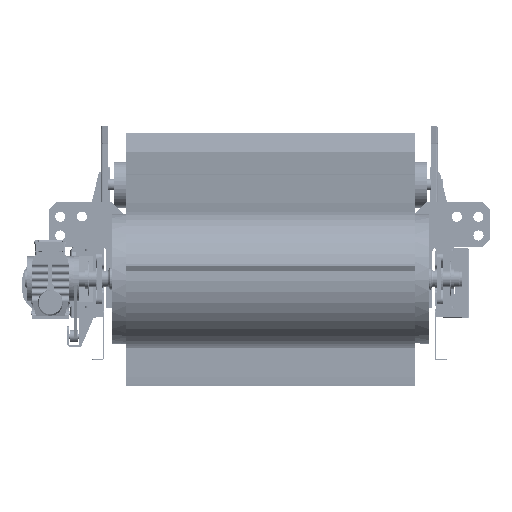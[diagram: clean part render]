
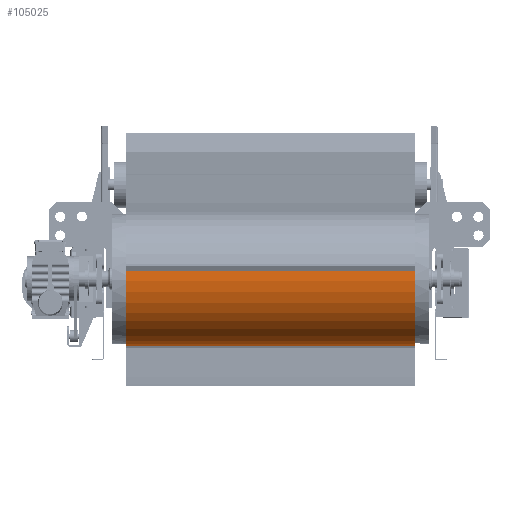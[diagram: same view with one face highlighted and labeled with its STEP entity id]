
A CAD part, front view. The second image highlights one B-rep face of the part: STEP entity #105025.
In plain terms, the highlighted cylindrical face has radius 233 mm (diameter 466 mm), a partial arc.
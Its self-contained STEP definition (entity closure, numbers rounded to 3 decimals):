
#8204=FACE_OUTER_BOUND('',#14481,.T.);
#14481=EDGE_LOOP('',(#77302,#77303,#77304,#77305));
#21683=LINE('',#168101,#29992);
#21698=LINE('',#168134,#30007);
#29992=VECTOR('',#131574,10.);
#30007=VECTOR('',#131607,10.);
#37092=CIRCLE('',#112749,233.);
#37109=CIRCLE('',#112816,233.);
#44500=VERTEX_POINT('',#168056);
#44501=VERTEX_POINT('',#168058);
#44518=VERTEX_POINT('',#168100);
#44527=VERTEX_POINT('',#168132);
#56304=EDGE_CURVE('',#44500,#44501,#37092,.T.);
#56325=EDGE_CURVE('',#44518,#44501,#21683,.T.);
#56342=EDGE_CURVE('',#44527,#44500,#21698,.T.);
#56422=EDGE_CURVE('',#44518,#44527,#37109,.T.);
#77302=ORIENTED_EDGE('',*,*,#56325,.T.);
#77303=ORIENTED_EDGE('',*,*,#56304,.F.);
#77304=ORIENTED_EDGE('',*,*,#56342,.F.);
#77305=ORIENTED_EDGE('',*,*,#56422,.F.);
#96207=CYLINDRICAL_SURFACE('',#112820,233.);
#105025=ADVANCED_FACE('',(#8204),#96207,.T.);
#112749=AXIS2_PLACEMENT_3D('',#168059,#131539,#131540);
#112816=AXIS2_PLACEMENT_3D('',#168293,#131774,#131775);
#112820=AXIS2_PLACEMENT_3D('',#168299,#131783,#131784);
#131539=DIRECTION('center_axis',(-1.,0.,0.));
#131540=DIRECTION('ref_axis',(0.,-0.07,
-0.998));
#131574=DIRECTION('',(-1.,0.,0.));
#131607=DIRECTION('',(-1.,0.,0.));
#131774=DIRECTION('center_axis',(1.,0.,0.));
#131775=DIRECTION('ref_axis',(0.,-0.07,
-0.998));
#131783=DIRECTION('center_axis',(-1.,0.,0.));
#131784=DIRECTION('ref_axis',(0.,-0.07,
-0.998));
#168056=CARTESIAN_POINT('',(-880.446,-893.689,319.848));
#168058=CARTESIAN_POINT('',(-880.446,-1108.72,580.701));
#168059=CARTESIAN_POINT('Origin',(-880.446,-877.459,552.282));
#168100=CARTESIAN_POINT('',(119.554,-1108.72,580.701));
#168101=CARTESIAN_POINT('',(-380.446,-1108.72,580.701));
#168132=CARTESIAN_POINT('',(119.554,-893.689,319.848));
#168134=CARTESIAN_POINT('',(-380.446,-893.689,319.848));
#168293=CARTESIAN_POINT('Origin',(119.554,-877.459,552.282));
#168299=CARTESIAN_POINT('Origin',(-380.446,-877.459,552.282));
